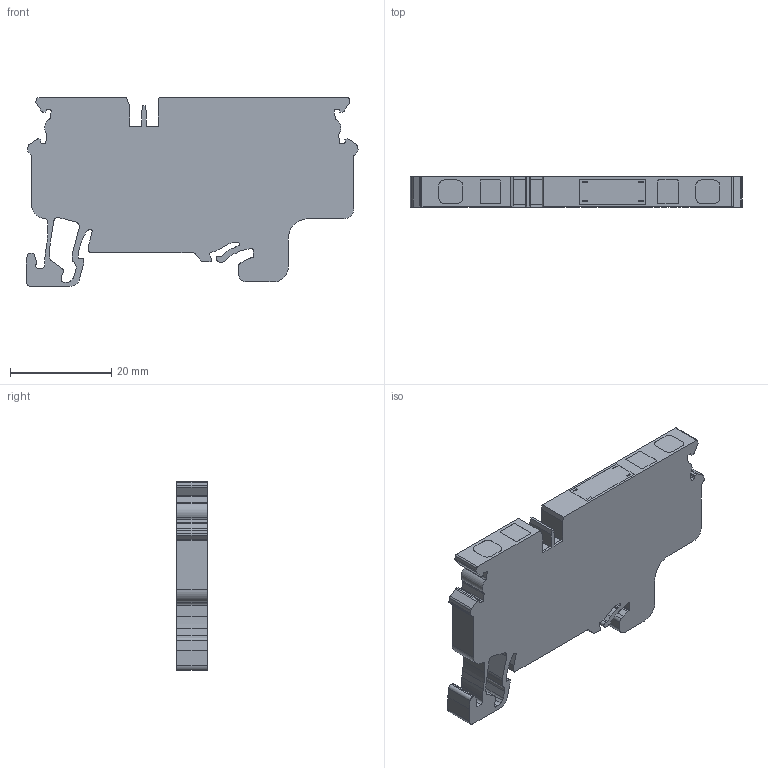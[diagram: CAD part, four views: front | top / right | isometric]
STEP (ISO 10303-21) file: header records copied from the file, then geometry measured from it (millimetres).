
FILE_DESCRIPTION(/* description */ (''),/* implementation_level */ '2;1');
FILE_NAME(/* name */ 'CXCC4.stp',/* time_stamp */ '2016-06-21T11:16:13-04:00',/* author */ ('CAD Station'),/* organization */ (''),/* preprocessor_version */ 'ST-DEVELOPER v16.1',/* originating_system */ 'Autodesk Inventor 2016',/* authorisation */ '');
FILE_SCHEMA (('AUTOMOTIVE_DESIGN { 1 0 10303 214 3 1 1 }'));
Length unit declared in the file: metre
Products named in the file (1): CXCC4
Bounding box: 65.7 x 6 x 37.4 mm (x, y, z)
Volume: 11014.1 mm3; surface area: 5959.3 mm2
Topology: 1 solids, 16 shells, 395 faces, 1049 edges, 699 vertices
Faces by surface type: plane 235, cylinder 139, torus 12, cone 9
Full cylindrical faces by diameter (mm): 2.1 x2, 2.5 x2
Entity records: 12591 total; most frequent: CARTESIAN_POINT 2250, DIRECTION 2087, ORIENTED_EDGE 2024, EDGE_CURVE 1012, LINE 699, VECTOR 699, AXIS2_PLACEMENT_3D 694, VERTEX_POINT 684
